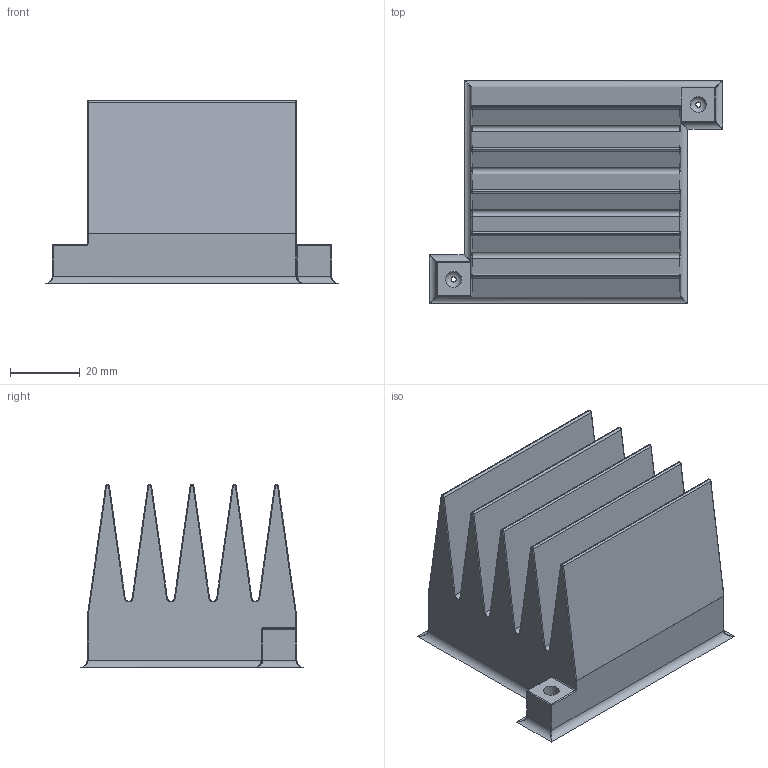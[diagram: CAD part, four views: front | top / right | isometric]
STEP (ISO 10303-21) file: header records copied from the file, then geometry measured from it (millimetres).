
FILE_DESCRIPTION(/* description */ (''),/* implementation_level */ '2;1');
FILE_NAME(/* name */ 'ReferenceDesignTapered v1.step',/* time_stamp */ '2023-03-10T11:02:18+01:00',/* author */ (''),/* organization */ (''),/* preprocessor_version */ 'ST-DEVELOPER v19.2',/* originating_system */ 'Autodesk Translation Framework v11.17.0.187',/* authorisation */ '');
FILE_SCHEMA (('AUTOMOTIVE_DESIGN { 1 0 10303 214 3 1 1 }'));
Length unit declared in the file: millimetre
Products named in the file (1): ReferenceDesignTapered
Bounding box: 84 x 64 x 52.25 mm (x, y, z)
Volume: 126823.6 mm3; surface area: 32640.8 mm2
Topology: 1 solids, 1 shells, 150 faces, 338 edges, 182 vertices
Faces by surface type: cylinder 74, bspline 30, plane 26, torus 12, sphere 8
Full cylindrical faces by diameter (mm): 4.5 x2
Entity records: 4406 total; most frequent: CARTESIAN_POINT 1067, DIRECTION 756, ORIENTED_EDGE 660, EDGE_CURVE 330, AXIS2_PLACEMENT_3D 305, VERTEX_POINT 182, CIRCLE 168, EDGE_LOOP 154
